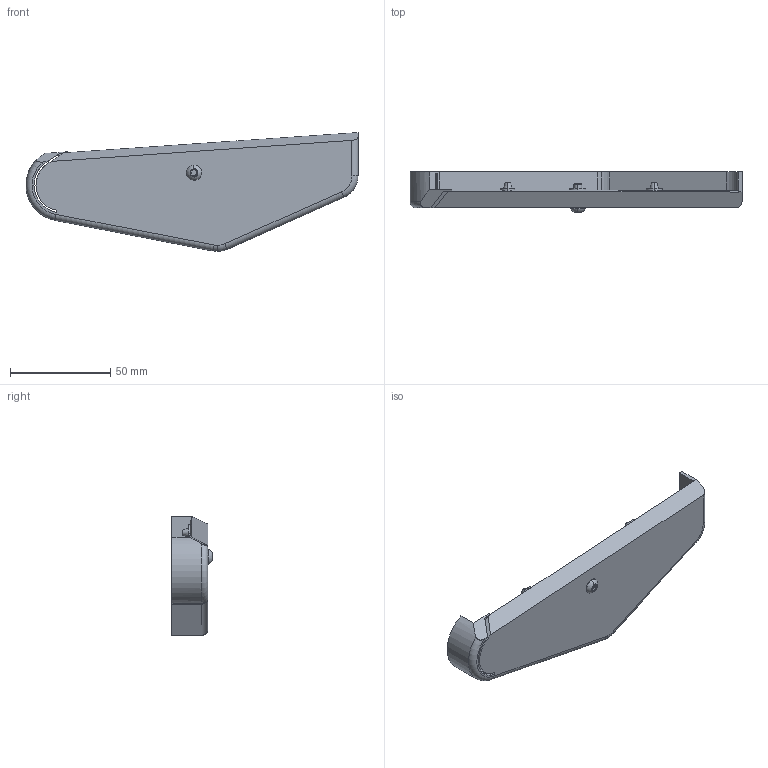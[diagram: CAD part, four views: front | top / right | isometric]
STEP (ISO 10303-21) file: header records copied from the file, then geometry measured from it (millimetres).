
FILE_DESCRIPTION (( 'STEP AP214' ), '1' );
FILE_NAME ('INGUN_114365.STEP', '2022-08-30T06:38:03', ( '' ), ( '' ), 'SwSTEP 2.0', 'SolidWorks 2021', '' );
FILE_SCHEMA (( 'AUTOMOTIVE_DESIGN' ));
Length unit declared in the file: millimetre
Products named in the file (3): INGUN_114365; 112148~7_S; ISO7380~n_M04,0x012
Assembly tree (2 placements, depth 2):
  INGUN_114365
    112148~7_S
    ISO7380~n_M04,0x012
Bounding box: 165.57 x 20.2 x 59.26 mm (x, y, z)
Volume: 20755.3 mm3; surface area: 23512.8 mm2
Topology: 2 solids, 2 shells, 104 faces, 286 edges, 185 vertices
Faces by surface type: cylinder 49, plane 38, torus 11, cone 6
Entity records: 3553 total; most frequent: CARTESIAN_POINT 737, DIRECTION 600, ORIENTED_EDGE 572, EDGE_CURVE 286, AXIS2_PLACEMENT_3D 230, VERTEX_POINT 185, LINE 140, VECTOR 140
